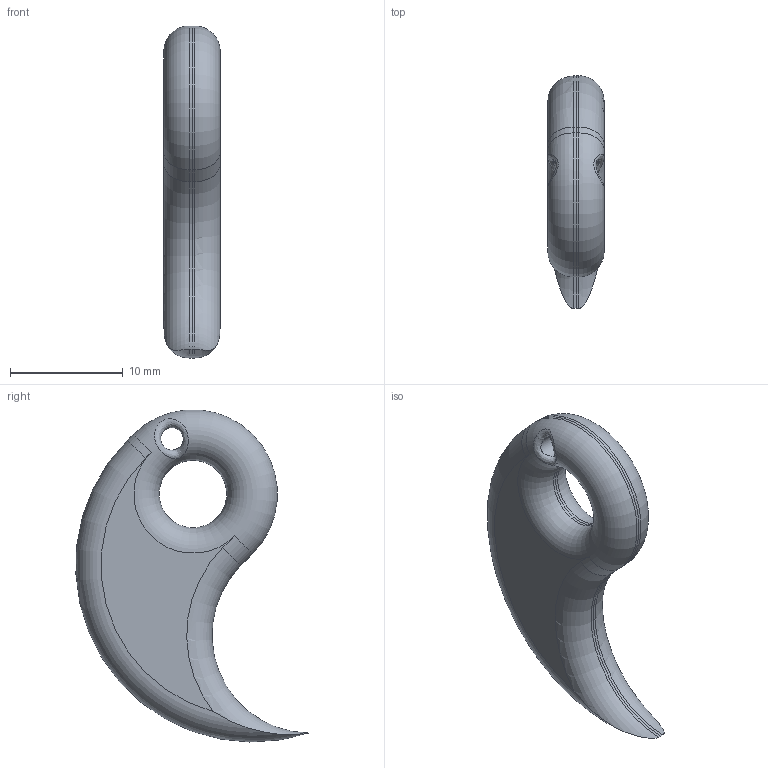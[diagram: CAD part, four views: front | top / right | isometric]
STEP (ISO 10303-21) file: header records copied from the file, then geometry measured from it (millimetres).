
FILE_DESCRIPTION(/* description */ (''),/* implementation_level */ '2;1');
FILE_NAME(/* name */ 'yang-pendant-source-step.step',/* time_stamp */ '2025-08-25T00:02:57-07:00',/* author */ (''),/* organization */ (''),/* preprocessor_version */ 'ST-DEVELOPER v20.1',/* originating_system */ 'Autodesk Translation Framework v14.10.0.0',/* authorisation */ '');
FILE_SCHEMA (('AUTOMOTIVE_DESIGN { 1 0 10303 214 3 1 1 }'));
Length unit declared in the file: millimetre
Products named in the file (2): Configuration 1; Main
Assembly tree (1 placements, depth 2):
  Configuration 1
    Main
Bounding box: 5 x 20.63 x 29.5 mm (x, y, z)
Volume: 1374 mm3; surface area: 2190.6 mm2
Topology: 3 solids, 3 shells, 43 faces, 101 edges, 64 vertices
Faces by surface type: cylinder 23, plane 12, torus 6, bspline 2
Full cylindrical faces by diameter (mm): 2 x2, 6 x2
Entity records: 1812 total; most frequent: CARTESIAN_POINT 718, DIRECTION 239, ORIENTED_EDGE 202, AXIS2_PLACEMENT_3D 102, EDGE_CURVE 101, VERTEX_POINT 64, CIRCLE 58, EDGE_LOOP 51
